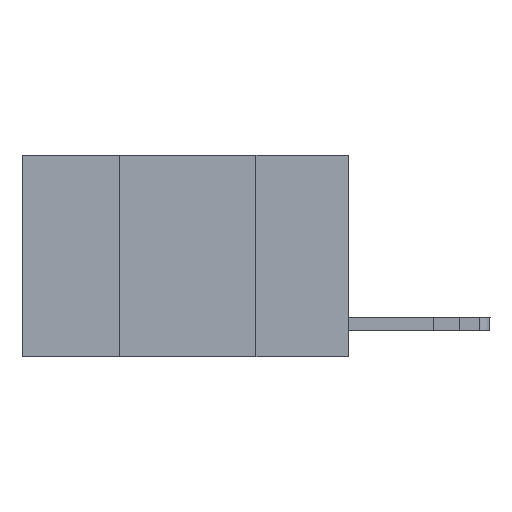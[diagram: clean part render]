
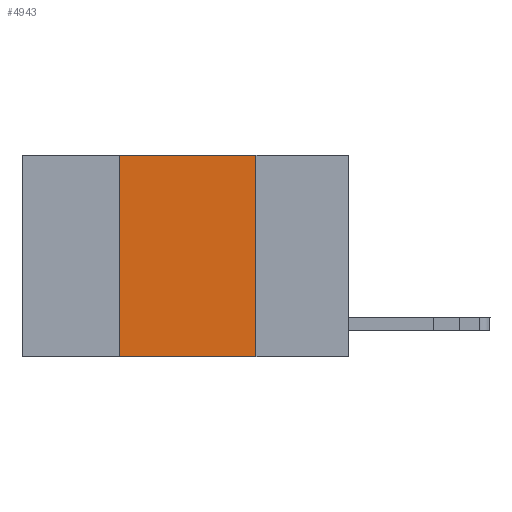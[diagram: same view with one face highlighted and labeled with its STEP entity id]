
A CAD part, left-side view. The second image highlights one B-rep face of the part: STEP entity #4943.
In plain terms, the highlighted planar face has unit normal (-1, 0, 0).
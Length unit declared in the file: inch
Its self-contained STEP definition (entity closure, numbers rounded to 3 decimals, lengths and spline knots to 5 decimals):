
#214 = EDGE_CURVE ( 'NONE', #13219, #10695, #5477, .T. ) ;
#2077 = ORIENTED_EDGE ( 'NONE', *, *, #17975, .F. ) ;
#2247 = PLANE ( 'NONE',  #3422 ) ;
#2975 = DIRECTION ( 'NONE',  ( 0., 0., 1. ) ) ;
#3422 = AXIS2_PLACEMENT_3D ( 'NONE', #13327, #3870, #14882 ) ;
#3721 = CARTESIAN_POINT ( 'NONE',  ( 0., 0.6, -0.37 ) ) ;
#3870 = DIRECTION ( 'NONE',  ( 1., 0., 0. ) ) ;
#4497 = CARTESIAN_POINT ( 'NONE',  ( 0., 0.17, 0. ) ) ;
#4943 = ADVANCED_FACE ( 'NONE', ( #14053 ), #2247, .F. ) ;
#5001 = VECTOR ( 'NONE', #2975, 39.37008 ) ;
#5371 = ORIENTED_EDGE ( 'NONE', *, *, #214, .F. ) ;
#5477 = LINE ( 'NONE', #19793, #5001 ) ;
#6099 = DIRECTION ( 'NONE',  ( 0., 0., -1. ) ) ;
#6329 = VECTOR ( 'NONE', #6099, 39.37008 ) ;
#6458 = VERTEX_POINT ( 'NONE', #18314 ) ;
#6559 = VERTEX_POINT ( 'NONE', #20018 ) ;
#7071 = LINE ( 'NONE', #3721, #10766 ) ;
#8074 = LINE ( 'NONE', #18535, #15909 ) ;
#10695 = VERTEX_POINT ( 'NONE', #19378 ) ;
#10766 = VECTOR ( 'NONE', #19341, 39.37008 ) ;
#10846 = DIRECTION ( 'NONE',  ( 0., -1., 0. ) ) ;
#12262 = ORIENTED_EDGE ( 'NONE', *, *, #14125, .T. ) ;
#13177 = EDGE_CURVE ( 'NONE', #10695, #6458, #8074, .T. ) ;
#13219 = VERTEX_POINT ( 'NONE', #15592 ) ;
#13327 = CARTESIAN_POINT ( 'NONE',  ( 0., 0.6, 0. ) ) ;
#14053 = FACE_OUTER_BOUND ( 'NONE', #19055, .T. ) ;
#14125 = EDGE_CURVE ( 'NONE', #13219, #6559, #7071, .T. ) ;
#14882 = DIRECTION ( 'NONE',  ( 0., 0., -1. ) ) ;
#15592 = CARTESIAN_POINT ( 'NONE',  ( 0., 0.42, -0.37 ) ) ;
#15909 = VECTOR ( 'NONE', #10846, 39.37008 ) ;
#17975 = EDGE_CURVE ( 'NONE', #6458, #6559, #18727, .T. ) ;
#18305 = ORIENTED_EDGE ( 'NONE', *, *, #13177, .F. ) ;
#18314 = CARTESIAN_POINT ( 'NONE',  ( 0., 0.17, 0. ) ) ;
#18535 = CARTESIAN_POINT ( 'NONE',  ( 0., 0.6, 0. ) ) ;
#18727 = LINE ( 'NONE', #4497, #6329 ) ;
#19055 = EDGE_LOOP ( 'NONE', ( #2077, #18305, #5371, #12262 ) ) ;
#19341 = DIRECTION ( 'NONE',  ( 0., -1., 0. ) ) ;
#19378 = CARTESIAN_POINT ( 'NONE',  ( 0., 0.42, 0. ) ) ;
#19793 = CARTESIAN_POINT ( 'NONE',  ( 0., 0.42, 0. ) ) ;
#20018 = CARTESIAN_POINT ( 'NONE',  ( 0., 0.17, -0.37 ) ) ;
